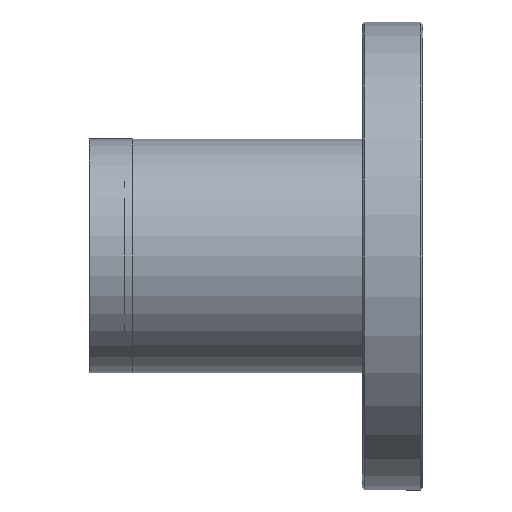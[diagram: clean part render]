
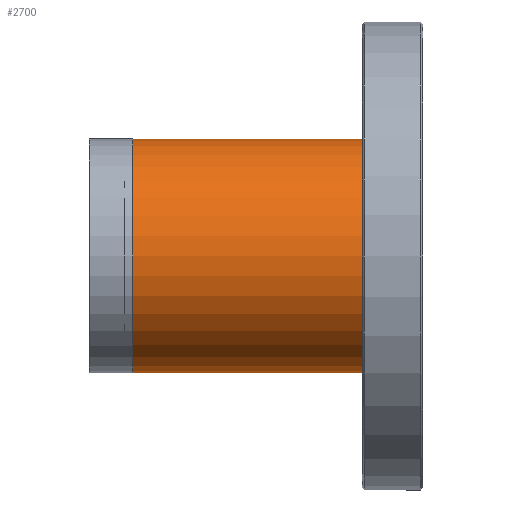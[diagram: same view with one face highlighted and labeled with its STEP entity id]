
A CAD part, left-side view. The second image highlights one B-rep face of the part: STEP entity #2700.
In plain terms, the highlighted cylindrical face has radius 38.036 mm (diameter 76.073 mm), a partial arc.
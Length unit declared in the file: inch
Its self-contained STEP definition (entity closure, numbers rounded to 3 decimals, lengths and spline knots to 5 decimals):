
#34 = EDGE_CURVE ( 'NONE', #3069, #3071, #1169, .T. ) ;
#36 = EDGE_CURVE ( 'NONE', #3068, #3072, #1170, .T. ) ;
#37 = EDGE_CURVE ( 'NONE', #3068, #3069, #754, .T. ) ;
#39 = EDGE_CURVE ( 'NONE', #3072, #3071, #650, .T. ) ;
#454 = AXIS2_PLACEMENT_3D ( 'NONE', #1999, #2068, #1995 ) ;
#633 = AXIS2_PLACEMENT_3D ( 'NONE', #1155, #1154, #1153 ) ;
#650 = CIRCLE ( 'NONE', #633, 1.4975 ) ;
#712 = VECTOR ( 'NONE', #1167, 39.37008 ) ;
#717 = AXIS2_PLACEMENT_3D ( 'NONE', #1162, #1161, #1160 ) ;
#743 = VECTOR ( 'NONE', #1163, 39.37008 ) ;
#754 = CIRCLE ( 'NONE', #717, 1.4975 ) ;
#1153 = DIRECTION ( 'NONE',  ( 0., 0., 1. ) ) ;
#1154 = DIRECTION ( 'NONE',  ( 0., -1., 0. ) ) ;
#1155 = CARTESIAN_POINT ( 'NONE',  ( 0., 3.719, 0. ) ) ;
#1160 = DIRECTION ( 'NONE',  ( 0., 0., -1. ) ) ;
#1161 = DIRECTION ( 'NONE',  ( 0., -1., 0. ) ) ;
#1162 = CARTESIAN_POINT ( 'NONE',  ( 0., 0.62269, 0. ) ) ;
#1163 = DIRECTION ( 'NONE',  ( 0., 1., 0. ) ) ;
#1167 = DIRECTION ( 'NONE',  ( 0., 1., 0. ) ) ;
#1168 = CARTESIAN_POINT ( 'NONE',  ( 0., 0., -1.4975 ) ) ;
#1169 = LINE ( 'NONE', #1168, #712 ) ;
#1170 = LINE ( 'NONE', #1171, #743 ) ;
#1171 = CARTESIAN_POINT ( 'NONE',  ( 0., 0., 1.4975 ) ) ;
#1995 = DIRECTION ( 'NONE',  ( 0., 0., 1. ) ) ;
#1997 = CYLINDRICAL_SURFACE ( 'NONE', #454, 1.4975 ) ;
#1999 = CARTESIAN_POINT ( 'NONE',  ( 0., 0., 0. ) ) ;
#2000 = FACE_OUTER_BOUND ( 'NONE', #2374, .T. ) ;
#2068 = DIRECTION ( 'NONE',  ( 0., 1., 0. ) ) ;
#2374 = EDGE_LOOP ( 'NONE', ( #2595, #2588, #2856, #2501 ) ) ;
#2501 = ORIENTED_EDGE ( 'NONE', *, *, #39, .T. ) ;
#2588 = ORIENTED_EDGE ( 'NONE', *, *, #37, .F. ) ;
#2595 = ORIENTED_EDGE ( 'NONE', *, *, #34, .F. ) ;
#2700 = ADVANCED_FACE ( 'NONE', ( #2000 ), #1997, .T. ) ;
#2856 = ORIENTED_EDGE ( 'NONE', *, *, #36, .T. ) ;
#3068 = VERTEX_POINT ( 'NONE', #3214 ) ;
#3069 = VERTEX_POINT ( 'NONE', #3218 ) ;
#3071 = VERTEX_POINT ( 'NONE', #3222 ) ;
#3072 = VERTEX_POINT ( 'NONE', #3219 ) ;
#3214 = CARTESIAN_POINT ( 'NONE',  ( 0., 0.62269, 1.4975 ) ) ;
#3218 = CARTESIAN_POINT ( 'NONE',  ( 0., 0.62269, -1.4975 ) ) ;
#3219 = CARTESIAN_POINT ( 'NONE',  ( 0., 3.719, 1.4975 ) ) ;
#3222 = CARTESIAN_POINT ( 'NONE',  ( 0., 3.719, -1.4975 ) ) ;
